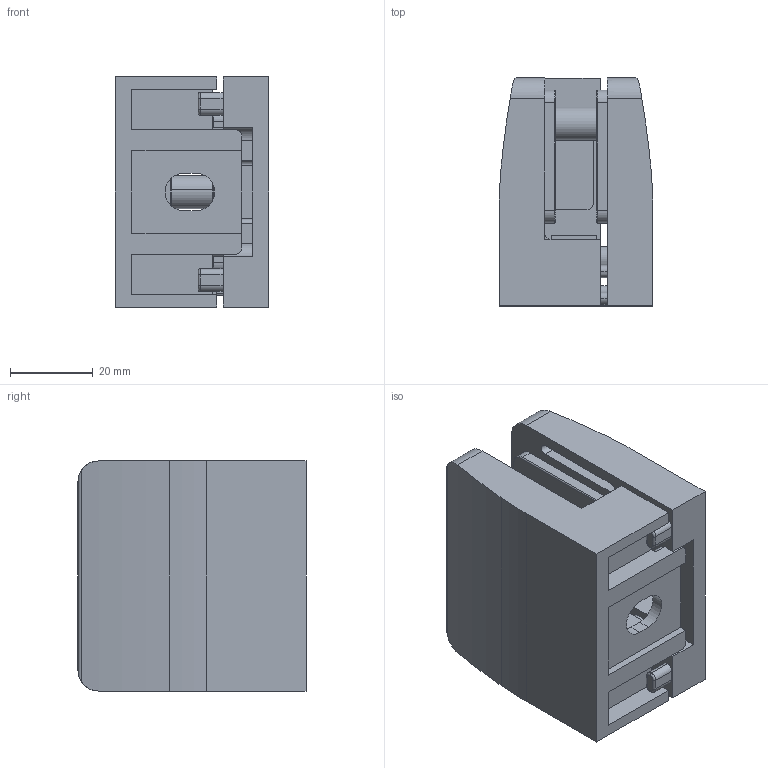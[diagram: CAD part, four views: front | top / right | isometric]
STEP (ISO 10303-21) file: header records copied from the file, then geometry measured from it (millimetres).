
FILE_DESCRIPTION(('STEP AP203'),'1');
FILE_NAME('490W10.step','2023-07-12T10:07:35',(' '),(' '),'Spatial InterOp 3D',' ',' ');
FILE_SCHEMA(('CONFIG_CONTROL_DESIGN'));
Length unit declared in the file: millimetre
Products named in the file (12): 1; 2; 3; 4; 5; 6; 7; 8; 9; 10; 11; 12
Bounding box: 37 x 55 x 55.5 mm (x, y, z)
Volume: 69782.2 mm3; surface area: 36171.6 mm2
Topology: 12 solids, 12 shells, 954 faces, 2308 edges, 1372 vertices
Faces by surface type: plane 338, cylinder 336, torus 120, extrusion 94, sphere 48, cone 16, bspline 2
Entity records: 31924 total; most frequent: CARTESIAN_POINT 9250, DIRECTION 4702, ORIENTED_EDGE 4508, EDGE_CURVE 2254, AXIS2_PLACEMENT_3D 1680, VERTEX_POINT 1372, VECTOR 1342, LINE 1248
